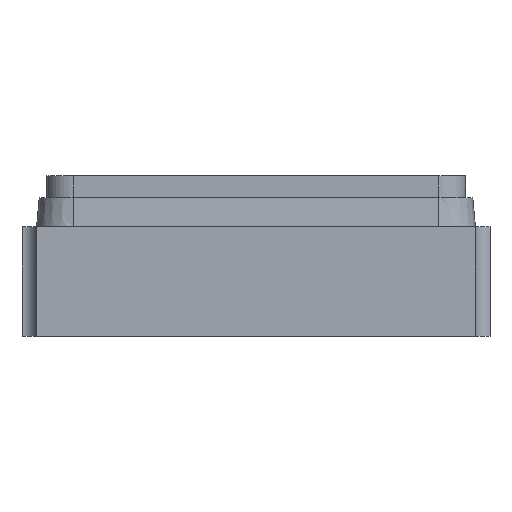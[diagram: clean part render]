
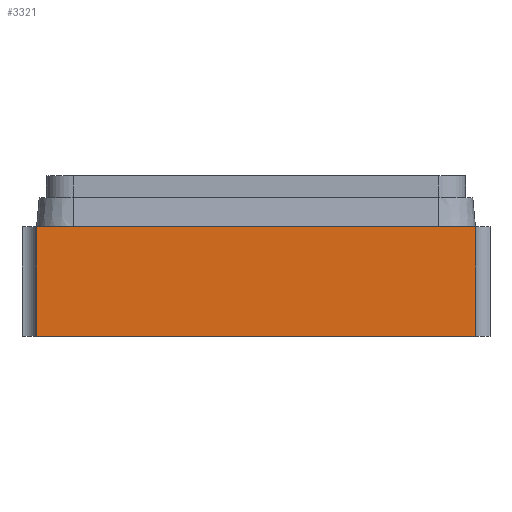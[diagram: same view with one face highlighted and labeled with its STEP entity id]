
A CAD part, left-side view. The second image highlights one B-rep face of the part: STEP entity #3321.
In plain terms, the highlighted face is planar.
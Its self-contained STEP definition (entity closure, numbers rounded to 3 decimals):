
#117=LINE('',#5166,#224);
#118=LINE('',#5171,#225);
#125=LINE('',#5297,#232);
#127=LINE('',#5337,#234);
#224=VECTOR('',#3827,1000.);
#225=VECTOR('',#3832,1000.);
#232=VECTOR('',#3865,1000.);
#234=VECTOR('',#3875,1000.);
#1053=ORIENTED_EDGE('',*,*,#1499,.T.);
#1054=ORIENTED_EDGE('',*,*,#1457,.F.);
#1055=ORIENTED_EDGE('',*,*,#1489,.F.);
#1056=ORIENTED_EDGE('',*,*,#1455,.T.);
#1455=EDGE_CURVE('',#1737,#1739,#117,.T.);
#1457=EDGE_CURVE('',#1740,#1742,#118,.T.);
#1489=EDGE_CURVE('',#1737,#1740,#125,.T.);
#1499=EDGE_CURVE('',#1739,#1742,#127,.T.);
#1737=VERTEX_POINT('',#5161);
#1739=VERTEX_POINT('',#5165);
#1740=VERTEX_POINT('',#5169);
#1742=VERTEX_POINT('',#5172);
#1981=EDGE_LOOP('',(#1053,#1054,#1055,#1056));
#2142=FACE_BOUND('',#1981,.T.);
#2237=PLANE('',#3495);
#3321=ADVANCED_FACE('',(#2142),#2237,.F.);
#3495=AXIS2_PLACEMENT_3D('',#5373,#3903,#3904);
#3827=DIRECTION('',(0.,0.,-1.));
#3832=DIRECTION('',(0.,0.,-1.));
#3865=DIRECTION('',(1.,0.,0.));
#3875=DIRECTION('',(1.,0.,0.));
#3903=DIRECTION('',(0.,1.,0.));
#3904=DIRECTION('',(0.,0.,1.));
#5161=CARTESIAN_POINT('',(-1.5,-1.25,0.75));
#5165=CARTESIAN_POINT('',(-1.5,-1.25,0.));
#5166=CARTESIAN_POINT('',(-1.5,-1.25,0.75));
#5169=CARTESIAN_POINT('',(1.5,-1.25,0.75));
#5171=CARTESIAN_POINT('',(1.5,-1.25,0.75));
#5172=CARTESIAN_POINT('',(1.5,-1.25,0.));
#5297=CARTESIAN_POINT('',(-1.5,-1.25,0.75));
#5337=CARTESIAN_POINT('',(-1.5,-1.25,0.));
#5373=CARTESIAN_POINT('',(-1.5,-1.25,0.75));
